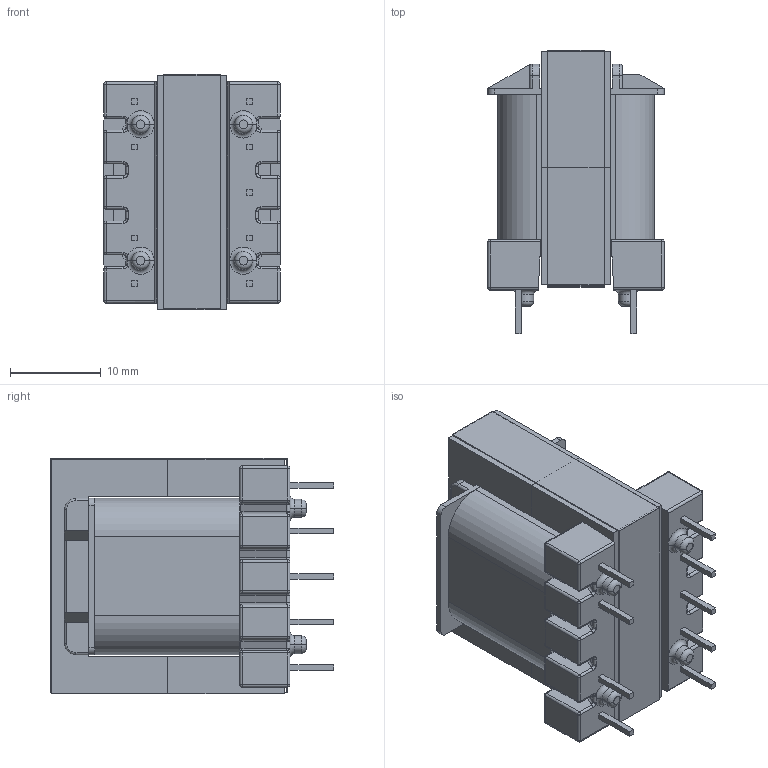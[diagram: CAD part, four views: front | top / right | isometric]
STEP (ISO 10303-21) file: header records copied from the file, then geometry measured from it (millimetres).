
FILE_DESCRIPTION (( 'STEP AP214' ), '1' );
FILE_NAME ('EE25-13-7_4846_MP3.STEP', '2021-06-30T18:42:55', ( '' ), ( '' ), 'SwSTEP 2.0', 'SolidWorks 2017', '' );
FILE_SCHEMA (( 'AUTOMOTIVE_DESIGN' ));
Length unit declared in the file: millimetre
Products named in the file (5): EE25-13-7_4846_MP3; 440-9988-2108; 070-4846_coil; 070-4846_6B; 150-2108_6A
Assembly tree (5 placements, depth 2):
  EE25-13-7_4846_MP3
    070-4846_6B
    070-4846_coil
    150-2108_6A  x2
    440-9988-2108
Bounding box: 19.4 x 31.11 x 25.9 mm (x, y, z)
Volume: 8912.8 mm3; surface area: 9485.1 mm2
Topology: 5 solids, 5 shells, 476 faces, 1154 edges, 658 vertices
Faces by surface type: plane 198, cylinder 156, bspline 52, sphere 40, torus 30
Entity records: 14875 total; most frequent: CARTESIAN_POINT 3686, ORIENTED_EDGE 2156, DIRECTION 2126, EDGE_CURVE 1078, AXIS2_PLACEMENT_3D 758, VERTEX_POINT 634, LINE 610, VECTOR 610
